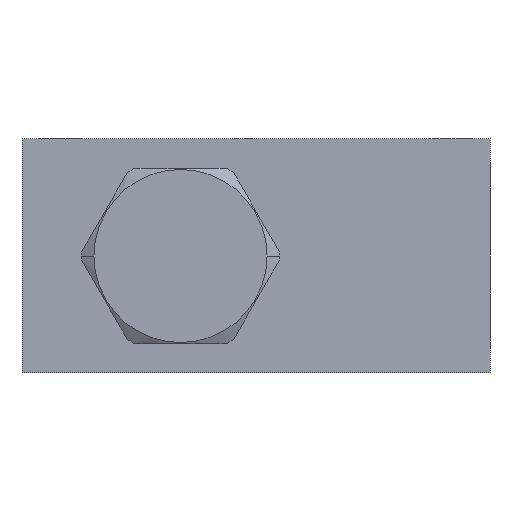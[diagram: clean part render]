
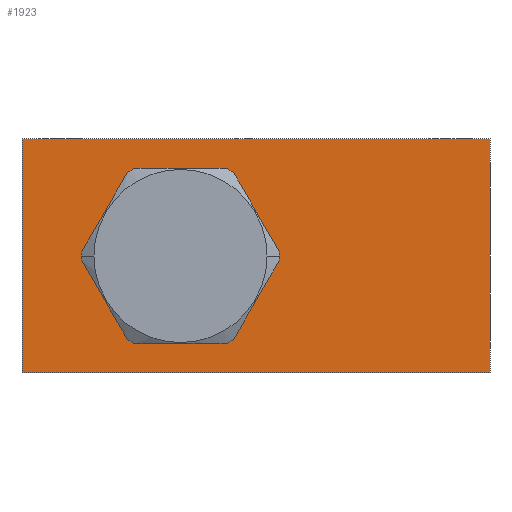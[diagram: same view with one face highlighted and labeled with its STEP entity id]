
A CAD part, front view. The second image highlights one B-rep face of the part: STEP entity #1923.
In plain terms, the highlighted planar face has unit normal (0, -1, 0).
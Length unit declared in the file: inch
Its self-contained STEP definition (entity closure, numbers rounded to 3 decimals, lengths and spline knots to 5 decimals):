
#5=DIRECTION('',(1.,0.,0.));
#6=VECTOR('',#5,3.);
#7=CARTESIAN_POINT('',(0.,-3.5,0.));
#8=LINE('',#7,#6);
#65=DIRECTION('',(0.,0.,1.));
#66=VECTOR('',#65,1.5);
#67=CARTESIAN_POINT('',(3.,-3.5,0.));
#68=LINE('',#67,#66);
#79=DIRECTION('',(0.,0.,1.));
#80=VECTOR('',#79,1.5);
#81=CARTESIAN_POINT('',(0.,-3.5,0.));
#82=LINE('',#81,#80);
#83=CARTESIAN_POINT('',(1.016,-3.5,0.75));
#84=DIRECTION('',(0.,1.,0.));
#85=DIRECTION('',(0.,0.,-1.));
#86=AXIS2_PLACEMENT_3D('',#83,#84,#85);
#88=CARTESIAN_POINT('',(1.016,-3.5,0.75));
#89=DIRECTION('',(0.,1.,0.));
#90=DIRECTION('',(0.,0.,1.));
#91=AXIS2_PLACEMENT_3D('',#88,#89,#90);
#105=DIRECTION('',(1.,0.,0.));
#106=VECTOR('',#105,3.);
#107=CARTESIAN_POINT('',(0.,-3.5,1.5));
#108=LINE('',#107,#106);
#1603=CARTESIAN_POINT('',(0.,-3.5,0.));
#1605=VERTEX_POINT('',#1603);
#1606=CARTESIAN_POINT('',(3.,-3.5,0.));
#1607=VERTEX_POINT('',#1606);
#1611=CARTESIAN_POINT('',(0.,-3.5,1.5));
#1613=VERTEX_POINT('',#1611);
#1614=CARTESIAN_POINT('',(3.,-3.5,1.5));
#1615=VERTEX_POINT('',#1614);
#1722=CARTESIAN_POINT('',(1.016,-3.5,0.21));
#1723=CARTESIAN_POINT('',(1.016,-3.5,1.29));
#1724=VERTEX_POINT('',#1722);
#1725=VERTEX_POINT('',#1723);
#1905=CARTESIAN_POINT('',(0.,-3.5,0.));
#1906=DIRECTION('',(0.,-1.,0.));
#1907=DIRECTION('',(1.,0.,0.));
#1908=AXIS2_PLACEMENT_3D('',#1905,#1906,#1907);
#1909=PLANE('',#1908);
#1910=ORIENTED_EDGE('',*,*,#1823,.F.);
#1911=ORIENTED_EDGE('',*,*,#1854,.T.);
#1913=ORIENTED_EDGE('',*,*,#1912,.T.);
#1914=ORIENTED_EDGE('',*,*,#1891,.F.);
#1915=EDGE_LOOP('',(#1910,#1911,#1913,#1914));
#1916=FACE_OUTER_BOUND('',#1915,.F.);
#1918=ORIENTED_EDGE('',*,*,#1917,.F.);
#1920=ORIENTED_EDGE('',*,*,#1919,.F.);
#1921=EDGE_LOOP('',(#1918,#1920));
#1922=FACE_BOUND('',#1921,.F.);
#1923=ADVANCED_FACE('',(#1916,#1922),#1909,.T.);
#87=CIRCLE('',#86,0.54);
#92=CIRCLE('',#91,0.54);
#1823=EDGE_CURVE('',#1605,#1607,#8,.T.);
#1854=EDGE_CURVE('',#1605,#1613,#82,.T.);
#1891=EDGE_CURVE('',#1607,#1615,#68,.T.);
#1912=EDGE_CURVE('',#1613,#1615,#108,.T.);
#1917=EDGE_CURVE('',#1724,#1725,#87,.T.);
#1919=EDGE_CURVE('',#1725,#1724,#92,.T.);
